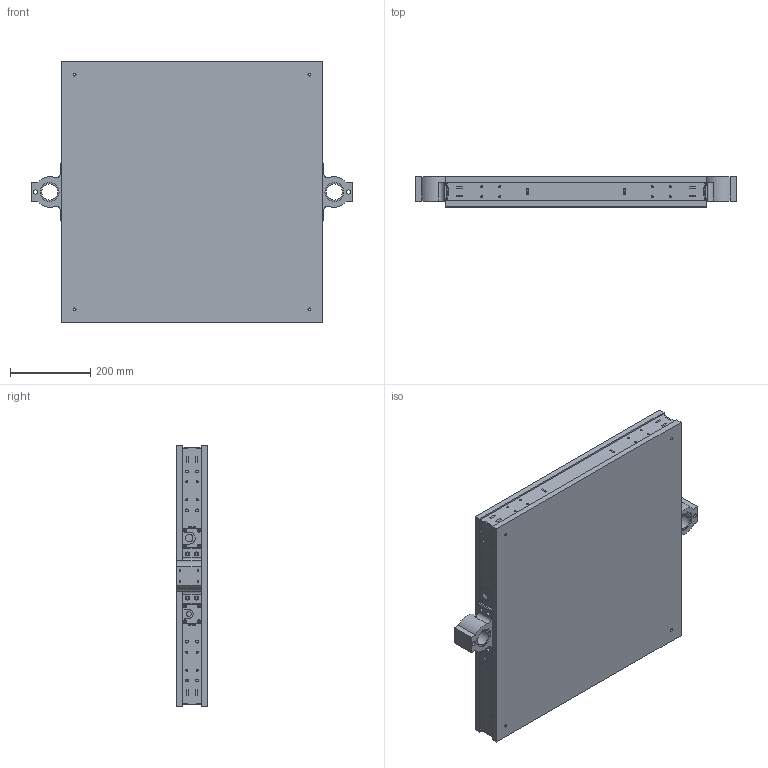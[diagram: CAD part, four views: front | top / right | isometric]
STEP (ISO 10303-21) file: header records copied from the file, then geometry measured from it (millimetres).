
FILE_DESCRIPTION (( 'STEP AP203' ), '1' );
FILE_NAME ('200_PressPlate-Global-650-Center-DoubleHeating.step', '2024-07-07T11:47:38', ( '' ), ( '' ), 'SwSTEP 2.0', 'SolidWorks 2022', '' );
FILE_SCHEMA (( 'CONFIG_CONTROL_DESIGN' ));
Length unit declared in the file: millimetre
Products named in the file (15): 7_Side_x2_4mm_FERRO; 6_TCGland_x2_1mm_Inox; 6_Side_x2_4mm_FERRO; 200_PressPlate-Global-650-Center-DoubleHeating; TCGland; 7_Rib_x2_4mm_FERRO_Double-Side; Slide40_RailGuides; socket button head cap screw_am_B18.3.4M - 4 x 0.7 x 4 SBHCS --N; 8_Rib_x2_4mm_FERRO_Double-Side; PowerGland; 303_TriMount_x8_5mm_FERRO; 210_PlateAssemblyRibs_Double-Side; 20_80_60; 6_PGland_x2_1mm_Inox; 250-15-SP-HeatPlate5083
Assembly tree (44 placements, depth 3):
  200_PressPlate-Global-650-Center-DoubleHeating
    210_PlateAssemblyRibs_Double-Side
      8_Rib_x2_4mm_FERRO_Double-Side  x2
      7_Rib_x2_4mm_FERRO_Double-Side  x2
      7_Side_x2_4mm_FERRO  x2
      6_Side_x2_4mm_FERRO  x2
    250-15-SP-HeatPlate5083  x2
    20_80_60  x9
    303_TriMount_x8_5mm_FERRO  x8
    Slide40_RailGuides  x2
    PowerGland  x2
      6_PGland_x2_1mm_Inox
      socket button head cap screw_am_B18.3.4M - 4 x 0.7 x 4 SBHCS --N
    TCGland  x2
      6_TCGland_x2_1mm_Inox
      socket button head cap screw_am_B18.3.4M - 4 x 0.7 x 4 SBHCS --N
Bounding box: 799 x 75 x 650 mm (x, y, z)
Volume: 14695895.1 mm3; surface area: 2592533.2 mm2
Topology: 51 solids, 51 shells, 2029 faces, 5241 edges, 3414 vertices
Faces by surface type: plane 1125, cylinder 776, cone 64, torus 32, sphere 32
Entity records: 24554 total; most frequent: DIRECTION 3947, CARTESIAN_POINT 3812, ORIENTED_EDGE 3686, EDGE_CURVE 1843, AXIS2_PLACEMENT_3D 1360, LINE 1227, VECTOR 1227, VERTEX_POINT 1225
